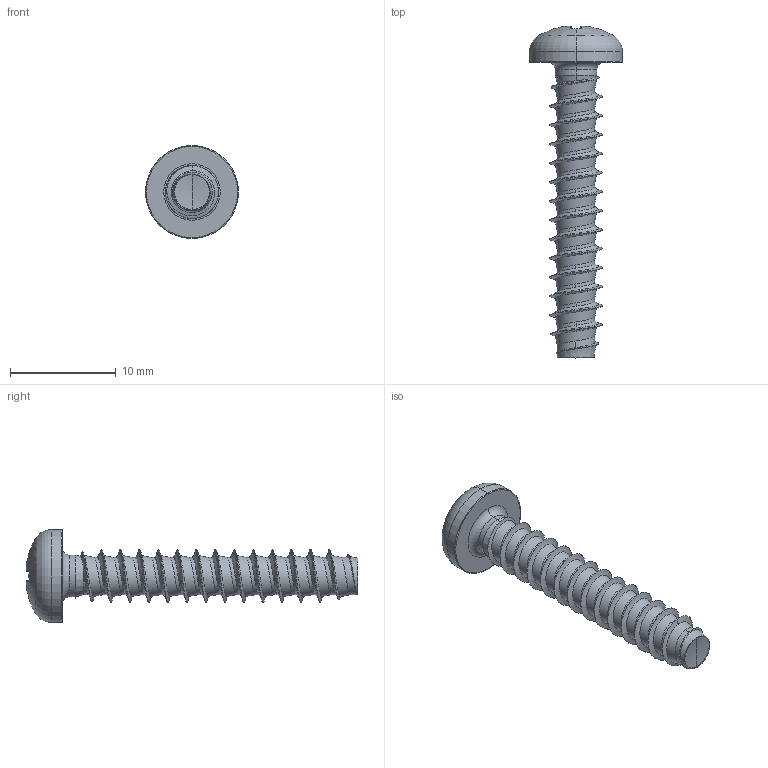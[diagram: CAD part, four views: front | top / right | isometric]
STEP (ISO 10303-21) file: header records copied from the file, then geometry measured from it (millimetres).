
FILE_DESCRIPTION (( 'STEP AP203' ), '1' );
FILE_NAME ('STP220500280.STEP', '2020-09-03T16:30:49', ( '' ), ( '' ), 'SwSTEP 2.0', 'SolidWorks 2015', '' );
FILE_SCHEMA (( 'CONFIG_CONTROL_DESIGN' ));
Length unit declared in the file: millimetre
Products named in the file (2): STP220500280
Bounding box: 8.8 x 31.44 x 8.8 mm (x, y, z)
Volume: 475 mm3; surface area: 708.1 mm2
Topology: 1 solids, 1 shells, 198 faces, 480 edges, 284 vertices
Faces by surface type: cylinder 56, bspline 55, plane 30, torus 28, sphere 20, cone 9
Entity records: 26803 total; most frequent: CARTESIAN_POINT 22575, ORIENTED_EDGE 956, DIRECTION 753, EDGE_CURVE 478, AXIS2_PLACEMENT_3D 326, VERTEX_POINT 284, EDGE_LOOP 200, FACE_OUTER_BOUND 198
